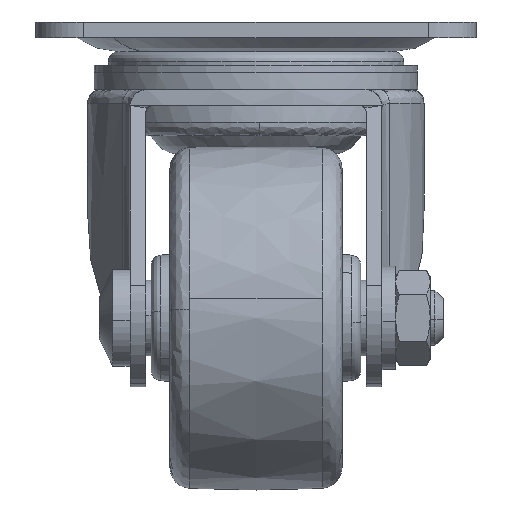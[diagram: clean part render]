
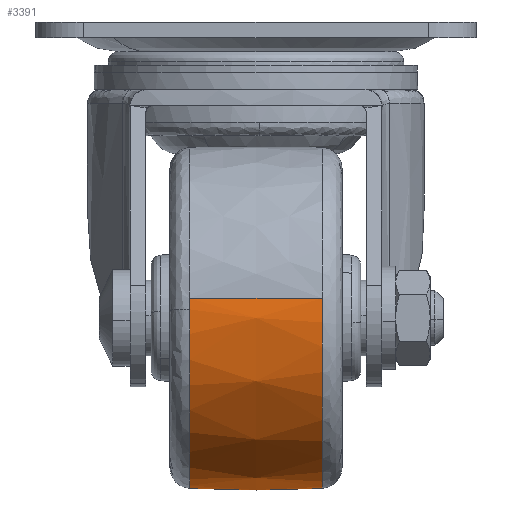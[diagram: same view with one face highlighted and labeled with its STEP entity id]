
A CAD part, left-side view. The second image highlights one B-rep face of the part: STEP entity #3391.
In plain terms, the highlighted free-form (B-spline) face has degree [2, 2] with [3, 9] control points.
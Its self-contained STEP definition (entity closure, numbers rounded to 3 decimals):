
#2412=CARTESIAN_POINT('',(6.701,-9.645,-66.843));
#2413=VERTEX_POINT('',#2412);
#2427=CARTESIAN_POINT('',(24.75,-9.645,-42.067));
#2428=VERTEX_POINT('',#2427);
#2429=CARTESIAN_POINT('',(6.701,-9.645,-66.843));
#2430=CARTESIAN_POINT('',(24.767,-9.645,-61.766));
#2431=CARTESIAN_POINT('',(24.767,-9.645,-43.));
#2432=CARTESIAN_POINT('',(24.767,-9.645,-42.533));
#2433=CARTESIAN_POINT('',(24.75,-9.645,-42.067));
#2441=(BOUNDED_CURVE()B_SPLINE_CURVE(2,(#2429,#2430,#2431,#2432,#2433),.UNSPECIFIED.,.F.,.U.)B_SPLINE_CURVE_WITH_KNOTS((3,2,3),(0.046,0.25,0.257),.UNSPECIFIED.)CURVE()GEOMETRIC_REPRESENTATION_ITEM()RATIONAL_B_SPLINE_CURVE((0.912,0.761,1.0,0.992,0.985))REPRESENTATION_ITEM(''));
#2442=EDGE_CURVE('',#2413,#2428,#2441,.T.);
#2541=CARTESIAN_POINT('',(0.0,-9.645,-18.233));
#2542=VERTEX_POINT('',#2541);
#2543=CARTESIAN_POINT('',(24.75,-9.645,-42.067));
#2544=CARTESIAN_POINT('',(23.851,-9.645,-18.233));
#2545=CARTESIAN_POINT('',(0.0,-9.645,-18.233));
#2553=(BOUNDED_CURVE()B_SPLINE_CURVE(2,(#2543,#2544,#2545),.UNSPECIFIED.,.F.,.U.)B_SPLINE_CURVE_WITH_KNOTS((3,3),(0.257,0.5),.UNSPECIFIED.)CURVE()GEOMETRIC_REPRESENTATION_ITEM()RATIONAL_B_SPLINE_CURVE((0.985,0.715,1.0))REPRESENTATION_ITEM(''));
#2554=EDGE_CURVE('',#2428,#2542,#2553,.T.);
#2556=CARTESIAN_POINT('',(-24.602,-9.645,-40.14));
#2557=VERTEX_POINT('',#2556);
#2571=CARTESIAN_POINT('',(0.0,-9.645,-67.767));
#2572=VERTEX_POINT('',#2571);
#2573=CARTESIAN_POINT('',(-24.602,-9.645,-40.14));
#2574=CARTESIAN_POINT('',(-24.767,-9.645,-41.565));
#2575=CARTESIAN_POINT('',(-24.767,-9.645,-43.0));
#2576=CARTESIAN_POINT('',(-24.767,-9.645,-67.767));
#2577=CARTESIAN_POINT('',(0.0,-9.645,-67.767));
#2585=(BOUNDED_CURVE()B_SPLINE_CURVE(2,(#2573,#2574,#2575,#2576,#2577),.UNSPECIFIED.,.F.,.U.)B_SPLINE_CURVE_WITH_KNOTS((3,2,3),(0.73,0.75,1.0),.UNSPECIFIED.)CURVE()GEOMETRIC_REPRESENTATION_ITEM()RATIONAL_B_SPLINE_CURVE((0.957,0.977,1.0,0.707,1.0))REPRESENTATION_ITEM(''));
#2586=EDGE_CURVE('',#2557,#2572,#2585,.T.);
#2588=CARTESIAN_POINT('',(0.0,-9.645,-67.767));
#2589=CARTESIAN_POINT('',(3.414,-9.645,-67.767));
#2590=CARTESIAN_POINT('',(6.701,-9.645,-66.843));
#2598=(BOUNDED_CURVE()B_SPLINE_CURVE(2,(#2588,#2589,#2590),.UNSPECIFIED.,.F.,.U.)B_SPLINE_CURVE_WITH_KNOTS((3,3),(0.0,0.046),.UNSPECIFIED.)CURVE()GEOMETRIC_REPRESENTATION_ITEM()RATIONAL_B_SPLINE_CURVE((1.0,0.946,0.912))REPRESENTATION_ITEM(''));
#2599=EDGE_CURVE('',#2572,#2413,#2598,.T.);
#2634=CARTESIAN_POINT('',(24.427,9.645,-47.092));
#2635=VERTEX_POINT('',#2634);
#2636=CARTESIAN_POINT('',(0.0,9.645,-18.233));
#2637=VERTEX_POINT('',#2636);
#2638=CARTESIAN_POINT('',(24.427,9.645,-47.092));
#2639=CARTESIAN_POINT('',(24.767,9.645,-45.06));
#2640=CARTESIAN_POINT('',(24.767,9.645,-43.0));
#2641=CARTESIAN_POINT('',(24.767,9.645,-18.233));
#2642=CARTESIAN_POINT('',(0.0,9.645,-18.233));
#2650=(BOUNDED_CURVE()B_SPLINE_CURVE(2,(#2638,#2639,#2640,#2641,#2642),.UNSPECIFIED.,.F.,.U.)B_SPLINE_CURVE_WITH_KNOTS((3,2,3),(0.222,0.25,0.5),.UNSPECIFIED.)CURVE()GEOMETRIC_REPRESENTATION_ITEM()RATIONAL_B_SPLINE_CURVE((0.941,0.967,1.0,0.707,1.0))REPRESENTATION_ITEM(''));
#2651=EDGE_CURVE('',#2635,#2637,#2650,.T.);
#2700=CARTESIAN_POINT('',(-24.736,9.645,-41.756));
#2701=VERTEX_POINT('',#2700);
#2715=CARTESIAN_POINT('',(-24.602,9.645,-40.14));
#2716=VERTEX_POINT('',#2715);
#2717=CARTESIAN_POINT('',(-24.602,9.645,-40.14));
#2718=CARTESIAN_POINT('',(-24.695,9.645,-40.946));
#2719=CARTESIAN_POINT('',(-24.736,9.645,-41.756));
#2727=(BOUNDED_CURVE()B_SPLINE_CURVE(2,(#2717,#2718,#2719),.UNSPECIFIED.,.F.,.U.)B_SPLINE_CURVE_WITH_KNOTS((3,3),(0.73,0.741),.UNSPECIFIED.)CURVE()GEOMETRIC_REPRESENTATION_ITEM()RATIONAL_B_SPLINE_CURVE((0.957,0.968,0.98))REPRESENTATION_ITEM(''));
#2728=EDGE_CURVE('',#2716,#2701,#2727,.T.);
#2769=CARTESIAN_POINT('',(0.0,9.645,-67.767));
#2770=VERTEX_POINT('',#2769);
#2771=CARTESIAN_POINT('',(0.0,9.645,-67.767));
#2772=CARTESIAN_POINT('',(20.963,9.645,-67.767));
#2773=CARTESIAN_POINT('',(24.427,9.645,-47.092));
#2781=(BOUNDED_CURVE()B_SPLINE_CURVE(2,(#2771,#2772,#2773),.UNSPECIFIED.,.F.,.U.)B_SPLINE_CURVE_WITH_KNOTS((3,3),(0.0,0.222),.UNSPECIFIED.)CURVE()GEOMETRIC_REPRESENTATION_ITEM()RATIONAL_B_SPLINE_CURVE((1.0,0.74,0.941))REPRESENTATION_ITEM(''));
#2782=EDGE_CURVE('',#2770,#2635,#2781,.T.);
#2784=CARTESIAN_POINT('',(-24.736,9.645,-41.756));
#2785=CARTESIAN_POINT('',(-24.767,9.645,-42.377));
#2786=CARTESIAN_POINT('',(-24.767,9.645,-43.0));
#2787=CARTESIAN_POINT('',(-24.767,9.645,-67.767));
#2788=CARTESIAN_POINT('',(0.0,9.645,-67.767));
#2796=(BOUNDED_CURVE()B_SPLINE_CURVE(2,(#2784,#2785,#2786,#2787,#2788),.UNSPECIFIED.,.F.,.U.)B_SPLINE_CURVE_WITH_KNOTS((3,2,3),(0.741,0.75,1.0),.UNSPECIFIED.)CURVE()GEOMETRIC_REPRESENTATION_ITEM()RATIONAL_B_SPLINE_CURVE((0.98,0.99,1.0,0.707,1.0))REPRESENTATION_ITEM(''));
#2797=EDGE_CURVE('',#2701,#2770,#2796,.T.);
#3320=CARTESIAN_POINT('',(-24.553,-10.607,-40.146));
#3321=CARTESIAN_POINT('',(-25.113,0.,-40.081));
#3322=CARTESIAN_POINT('',(-24.553,10.607,-40.146));
#3323=CARTESIAN_POINT('',(-24.719,-10.607,-41.568));
#3324=CARTESIAN_POINT('',(-25.282,0.,-41.536));
#3325=CARTESIAN_POINT('',(-24.719,10.607,-41.568));
#3326=CARTESIAN_POINT('',(-24.719,-10.607,-43.0));
#3327=CARTESIAN_POINT('',(-25.282,0.,-43.));
#3328=CARTESIAN_POINT('',(-24.719,10.607,-43.));
#3329=CARTESIAN_POINT('',(-24.719,-10.607,-67.719));
#3330=CARTESIAN_POINT('',(-25.282,0.,-68.282));
#3331=CARTESIAN_POINT('',(-24.719,10.607,-67.719));
#3332=CARTESIAN_POINT('',(0.0,-10.607,-67.719));
#3333=CARTESIAN_POINT('',(0.0,0.,-68.282));
#3334=CARTESIAN_POINT('',(0.0,10.607,-67.719));
#3335=CARTESIAN_POINT('',(24.719,-10.607,-67.719));
#3336=CARTESIAN_POINT('',(25.282,0.,-68.282));
#3337=CARTESIAN_POINT('',(24.719,10.607,-67.719));
#3338=CARTESIAN_POINT('',(24.719,-10.607,-43.0));
#3339=CARTESIAN_POINT('',(25.282,0.,-43.));
#3340=CARTESIAN_POINT('',(24.719,10.607,-43.));
#3341=CARTESIAN_POINT('',(24.719,-10.607,-18.281));
#3342=CARTESIAN_POINT('',(25.282,0.,-17.718));
#3343=CARTESIAN_POINT('',(24.719,10.607,-18.281));
#3344=CARTESIAN_POINT('',(0.0,-10.607,-18.281));
#3345=CARTESIAN_POINT('',(0.0,0.,-17.718));
#3346=CARTESIAN_POINT('',(0.0,10.607,-18.281));
#3354=(BOUNDED_SURFACE()B_SPLINE_SURFACE(2,2,((#3320,#3323,#3326,#3329,#3332,#3335,#3338,#3341,#3344),(#3321,#3324,#3327,#3330,#3333,#3336,#3339,#3342,#3345),(#3322,#3325,#3328,#3331,#3334,#3337,#3340,#3343,#3346)),.UNSPECIFIED.,.F.,.F.,.U.)B_SPLINE_SURFACE_WITH_KNOTS((3,3),(3,2,2,2,3),(0.0,21.229),(0.0,3.314,44.735,86.156,127.578),.UNSPECIFIED.)GEOMETRIC_REPRESENTATION_ITEM()RATIONAL_B_SPLINE_SURFACE(((0.898,0.916,0.938,0.663,0.938,0.663,0.938,0.663,0.938),(0.896,0.915,0.937,0.662,0.937,0.662,0.937,0.662,0.937),(0.898,0.916,0.938,0.663,0.938,0.663,0.938,0.663,0.938)))REPRESENTATION_ITEM('')SURFACE());
#3355=ORIENTED_EDGE('',*,*,#2586,.F.);
#3356=CARTESIAN_POINT('',(-24.602,-9.645,-40.14));
#3357=CARTESIAN_POINT('',(-25.064,0.,-40.086));
#3358=CARTESIAN_POINT('',(-24.602,9.645,-40.14));
#3366=(BOUNDED_CURVE()B_SPLINE_CURVE(2,(#3356,#3357,#3358),.UNSPECIFIED.,.F.,.U.)B_SPLINE_CURVE_WITH_KNOTS((3,3),(0.453,0.547),.UNSPECIFIED.)CURVE()GEOMETRIC_REPRESENTATION_ITEM()RATIONAL_B_SPLINE_CURVE((0.898,0.897,0.898))REPRESENTATION_ITEM(''));
#3367=EDGE_CURVE('',#2557,#2716,#3366,.T.);
#3368=ORIENTED_EDGE('',*,*,#3367,.T.);
#3369=ORIENTED_EDGE('',*,*,#2728,.T.);
#3370=ORIENTED_EDGE('',*,*,#2797,.T.);
#3371=ORIENTED_EDGE('',*,*,#2782,.T.);
#3372=ORIENTED_EDGE('',*,*,#2651,.T.);
#3373=CARTESIAN_POINT('',(0.0,-9.645,-18.233));
#3374=CARTESIAN_POINT('',(0.0,0.,-17.767));
#3375=CARTESIAN_POINT('',(0.0,9.645,-18.233));
#3383=(BOUNDED_CURVE()B_SPLINE_CURVE(2,(#3373,#3374,#3375),.UNSPECIFIED.,.F.,.U.)B_SPLINE_CURVE_WITH_KNOTS((3,3),(0.453,0.547),.UNSPECIFIED.)CURVE()GEOMETRIC_REPRESENTATION_ITEM()RATIONAL_B_SPLINE_CURVE((0.938,0.937,0.938))REPRESENTATION_ITEM(''));
#3384=EDGE_CURVE('',#2542,#2637,#3383,.T.);
#3385=ORIENTED_EDGE('',*,*,#3384,.F.);
#3386=ORIENTED_EDGE('',*,*,#2554,.F.);
#3387=ORIENTED_EDGE('',*,*,#2442,.F.);
#3388=ORIENTED_EDGE('',*,*,#2599,.F.);
#3389=EDGE_LOOP('',(#3355,#3368,#3369,#3370,#3371,#3372,#3385,#3386,#3387,#3388));
#3390=FACE_OUTER_BOUND('',#3389,.T.);
#3391=ADVANCED_FACE('',(#3390),#3354,.T.);
